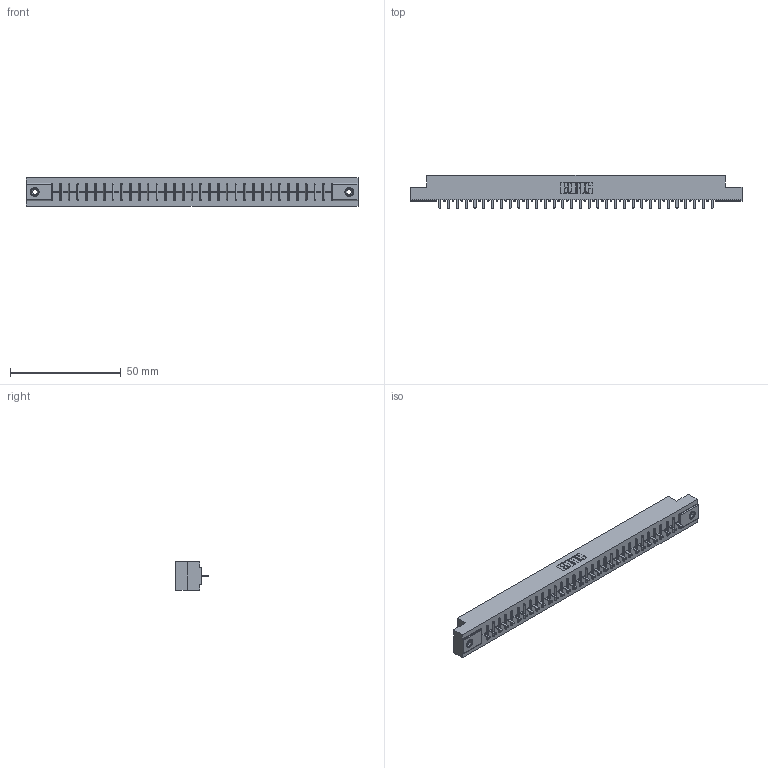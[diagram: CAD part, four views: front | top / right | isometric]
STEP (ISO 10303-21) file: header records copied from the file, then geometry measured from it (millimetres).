
FILE_DESCRIPTION (( 'STEP AP203' ), '1' );
FILE_NAME ('356-032-421-108.STEP', '2020-09-23T21:23:24', ( '' ), ( '' ), 'SwSTEP 2.0', 'SolidWorks 2020', '' );
FILE_SCHEMA (( 'CONFIG_CONTROL_DESIGN' ));
Length unit declared in the file: inch
Products named in the file (4): 345-250-001_345-250-003-102; 356-032-421-108; 306 Part_.156 Dia; 306-290-001_121
Assembly tree (35 placements, depth 2):
  356-032-421-108
    306 Part_.156 Dia
    306-290-001_121  x32
    345-250-001_345-250-003-102  x2
Bounding box: 149.81 x 14.88 x 12.7 mm (x, y, z)
Volume: 16425.9 mm3; surface area: 16545.8 mm2
Topology: 35 solids, 35 shells, 2416 faces, 6756 edges, 4324 vertices
Faces by surface type: plane 1604, cylinder 668, sphere 128, cone 12, torus 4
Entity records: 32278 total; most frequent: CARTESIAN_POINT 5398, ORIENTED_EDGE 5344, DIRECTION 5332, EDGE_CURVE 2672, VECTOR 2084, LINE 2084, VERTEX_POINT 1690, AXIS2_PLACEMENT_3D 1624
